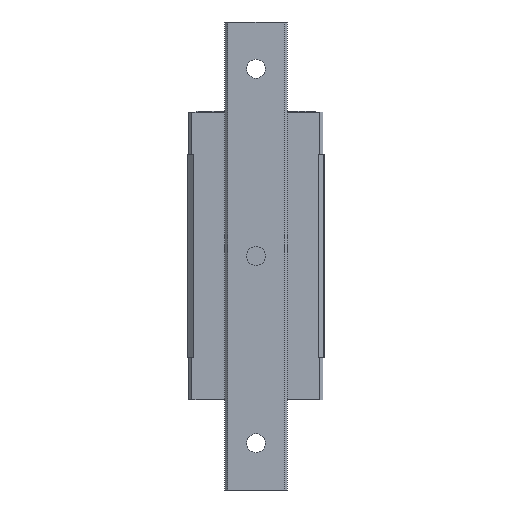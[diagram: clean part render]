
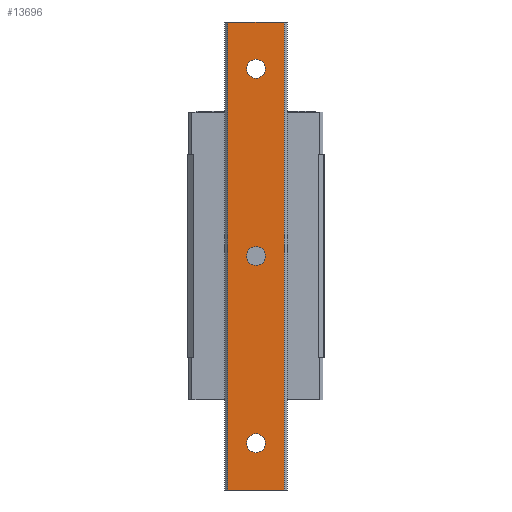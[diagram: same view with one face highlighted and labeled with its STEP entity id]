
A CAD part, front view. The second image highlights one B-rep face of the part: STEP entity #13696.
In plain terms, the highlighted planar face has unit normal (0, -1, 0).
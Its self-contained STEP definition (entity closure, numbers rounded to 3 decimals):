
#12478=DIRECTION('',(1.,0.,0.));
#12479=VECTOR('',#12478,18.);
#12480=CARTESIAN_POINT('',(-9.,-17.5,-75.));
#12481=LINE('',#12480,#12479);
#12636=DIRECTION('',(0.,0.,1.));
#12637=VECTOR('',#12636,150.);
#12638=CARTESIAN_POINT('',(9.,-17.5,-75.));
#12639=LINE('',#12638,#12637);
#12640=DIRECTION('',(0.,0.,1.));
#12641=VECTOR('',#12640,150.);
#12642=CARTESIAN_POINT('',(-9.,-17.5,-75.));
#12643=LINE('',#12642,#12641);
#12644=CARTESIAN_POINT('',(0.,-17.5,0.));
#12645=DIRECTION('',(0.,1.,0.));
#12646=DIRECTION('',(-1.,0.,0.));
#12647=AXIS2_PLACEMENT_3D('',#12644,#12645,#12646);
#12649=CARTESIAN_POINT('',(0.,-17.5,0.));
#12650=DIRECTION('',(0.,1.,0.));
#12651=DIRECTION('',(1.,0.,0.));
#12652=AXIS2_PLACEMENT_3D('',#12649,#12650,#12651);
#12654=CARTESIAN_POINT('',(0.,-17.5,60.));
#12655=DIRECTION('',(0.,1.,0.));
#12656=DIRECTION('',(-1.,0.,0.));
#12657=AXIS2_PLACEMENT_3D('',#12654,#12655,#12656);
#12659=CARTESIAN_POINT('',(0.,-17.5,60.));
#12660=DIRECTION('',(0.,1.,0.));
#12661=DIRECTION('',(1.,0.,0.));
#12662=AXIS2_PLACEMENT_3D('',#12659,#12660,#12661);
#12664=CARTESIAN_POINT('',(0.,-17.5,-60.));
#12665=DIRECTION('',(0.,1.,0.));
#12666=DIRECTION('',(-1.,0.,0.));
#12667=AXIS2_PLACEMENT_3D('',#12664,#12665,#12666);
#12669=CARTESIAN_POINT('',(0.,-17.5,-60.));
#12670=DIRECTION('',(0.,1.,0.));
#12671=DIRECTION('',(1.,0.,0.));
#12672=AXIS2_PLACEMENT_3D('',#12669,#12670,#12671);
#12879=DIRECTION('',(1.,0.,0.));
#12880=VECTOR('',#12879,18.);
#12881=CARTESIAN_POINT('',(-9.,-17.5,75.));
#12882=LINE('',#12881,#12880);
#13136=CARTESIAN_POINT('',(-9.,-17.5,-75.));
#13137=VERTEX_POINT('',#13136);
#13138=CARTESIAN_POINT('',(9.,-17.5,-75.));
#13139=VERTEX_POINT('',#13138);
#13220=CARTESIAN_POINT('',(-9.,-17.5,75.));
#13221=VERTEX_POINT('',#13220);
#13222=CARTESIAN_POINT('',(9.,-17.5,75.));
#13223=VERTEX_POINT('',#13222);
#13258=CARTESIAN_POINT('',(-3.,-17.5,0.));
#13259=CARTESIAN_POINT('',(3.,-17.5,0.));
#13260=VERTEX_POINT('',#13258);
#13261=VERTEX_POINT('',#13259);
#13262=CARTESIAN_POINT('',(-3.,-17.5,60.));
#13263=CARTESIAN_POINT('',(3.,-17.5,60.));
#13264=VERTEX_POINT('',#13262);
#13265=VERTEX_POINT('',#13263);
#13266=CARTESIAN_POINT('',(-3.,-17.5,-60.));
#13267=CARTESIAN_POINT('',(3.,-17.5,-60.));
#13268=VERTEX_POINT('',#13266);
#13269=VERTEX_POINT('',#13267);
#13665=CARTESIAN_POINT('',(-9.,-17.5,-75.));
#13666=DIRECTION('',(0.,-1.,0.));
#13667=DIRECTION('',(1.,0.,0.));
#13668=AXIS2_PLACEMENT_3D('',#13665,#13666,#13667);
#13669=PLANE('',#13668);
#13670=ORIENTED_EDGE('',*,*,#13357,.F.);
#13672=ORIENTED_EDGE('',*,*,#13671,.T.);
#13674=ORIENTED_EDGE('',*,*,#13673,.T.);
#13675=ORIENTED_EDGE('',*,*,#13657,.F.);
#13676=EDGE_LOOP('',(#13670,#13672,#13674,#13675));
#13677=FACE_OUTER_BOUND('',#13676,.F.);
#13679=ORIENTED_EDGE('',*,*,#13678,.F.);
#13681=ORIENTED_EDGE('',*,*,#13680,.F.);
#13682=EDGE_LOOP('',(#13679,#13681));
#13683=FACE_BOUND('',#13682,.F.);
#13685=ORIENTED_EDGE('',*,*,#13684,.F.);
#13687=ORIENTED_EDGE('',*,*,#13686,.F.);
#13688=EDGE_LOOP('',(#13685,#13687));
#13689=FACE_BOUND('',#13688,.F.);
#13691=ORIENTED_EDGE('',*,*,#13690,.F.);
#13693=ORIENTED_EDGE('',*,*,#13692,.F.);
#13694=EDGE_LOOP('',(#13691,#13693));
#13695=FACE_BOUND('',#13694,.F.);
#13696=ADVANCED_FACE('',(#13677,#13683,#13689,#13695),#13669,.T.);
#12648=CIRCLE('',#12647,3.);
#12653=CIRCLE('',#12652,3.);
#12658=CIRCLE('',#12657,3.);
#12663=CIRCLE('',#12662,3.);
#12668=CIRCLE('',#12667,3.);
#12673=CIRCLE('',#12672,3.);
#13357=EDGE_CURVE('',#13137,#13139,#12481,.T.);
#13657=EDGE_CURVE('',#13139,#13223,#12639,.T.);
#13671=EDGE_CURVE('',#13137,#13221,#12643,.T.);
#13673=EDGE_CURVE('',#13221,#13223,#12882,.T.);
#13678=EDGE_CURVE('',#13260,#13261,#12648,.T.);
#13680=EDGE_CURVE('',#13261,#13260,#12653,.T.);
#13684=EDGE_CURVE('',#13264,#13265,#12658,.T.);
#13686=EDGE_CURVE('',#13265,#13264,#12663,.T.);
#13690=EDGE_CURVE('',#13268,#13269,#12668,.T.);
#13692=EDGE_CURVE('',#13269,#13268,#12673,.T.);
